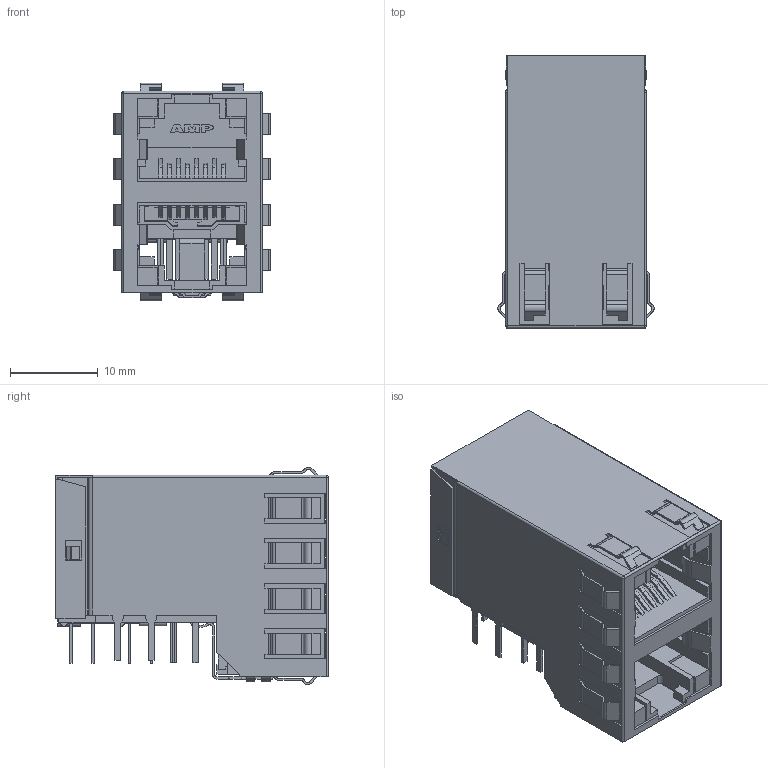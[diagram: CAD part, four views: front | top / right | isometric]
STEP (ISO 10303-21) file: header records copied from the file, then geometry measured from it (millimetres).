
FILE_DESCRIPTION (( 'STEP AP203' ), '1' );
FILE_NAME ('RJ45 Port.step_Default_sldprt.STEP', '2022-11-09T04:42:32', ( '' ), ( '' ), 'SwSTEP 2.0', 'SolidWorks 2022', '' );
FILE_SCHEMA (( 'CONFIG_CONTROL_DESIGN' ));
Length unit declared in the file: millimetre
Products named in the file (1): RJ45 Port.step_Default_sldprt
Bounding box: 17.8 x 31.03 x 24.79 mm (x, y, z)
Volume: 7017.6 mm3; surface area: 8460.6 mm2
Topology: 1 solids, 1 shells, 1038 faces, 3033 edges, 2010 vertices
Faces by surface type: plane 830, cylinder 203, sphere 3, bspline 2
Entity records: 34306 total; most frequent: CARTESIAN_POINT 6135, ORIENTED_EDGE 6060, DIRECTION 5511, EDGE_CURVE 3030, LINE 2615, VECTOR 2615, VERTEX_POINT 2008, AXIS2_PLACEMENT_3D 1448
